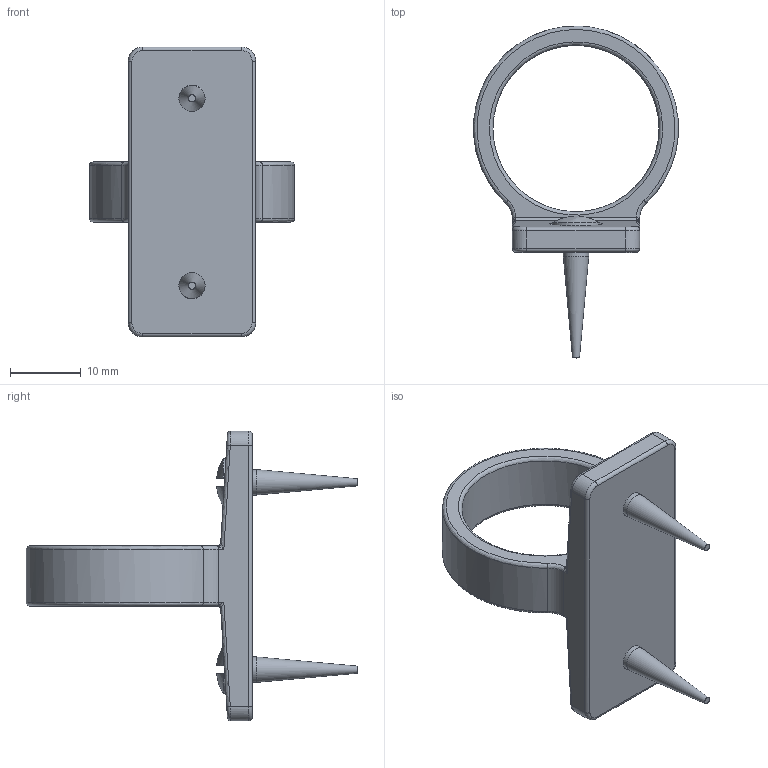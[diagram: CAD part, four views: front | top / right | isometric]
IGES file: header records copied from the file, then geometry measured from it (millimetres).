
Global section: file name: P2577; native system: Autodesk Inventor 2018; preprocessor: unknown; author: ashami; date: 20180911.110805; units: millimetre
Bounding box: 28.96 x 46.93 x 41 mm (x, y, z)
Volume: 5013.4 mm3; surface area: 3856.5 mm2
Topology: 3 solids, 3 shells, 87 faces, 213 edges, 128 vertices
Faces by surface type: bspline 87
